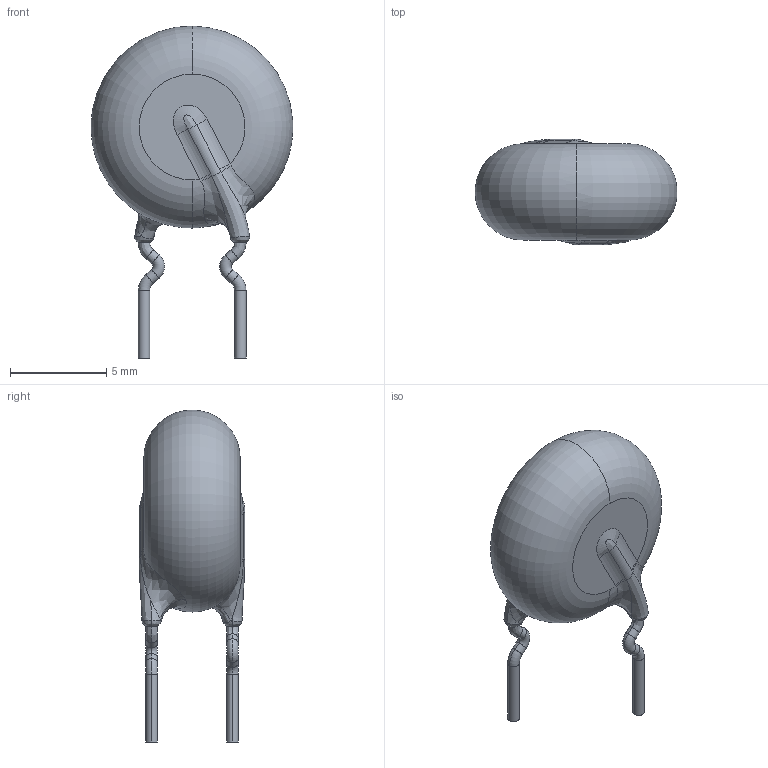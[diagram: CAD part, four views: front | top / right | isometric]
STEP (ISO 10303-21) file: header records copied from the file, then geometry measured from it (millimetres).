
FILE_DESCRIPTION (( 'STEP AP214' ), '1' );
FILE_NAME ('RES-TH_L10.5-W5.5-H15.5-P5.0-D0.6-S4.2.step', '2022-07-28T09:24:03', ( '' ), ( '' ), 'SwSTEP 2.0', 'SolidWorks 2020', '' );
FILE_SCHEMA (( 'AUTOMOTIVE_DESIGN' ));
Length unit declared in the file: millimetre
Products named in the file (1): RES-TH_L10.5-W5.5-H15.5-P5.0-D0.6-S4.2
Bounding box: 10.48 x 5.5 x 17.25 mm (x, y, z)
Volume: 366.6 mm3; surface area: 341 mm2
Topology: 14 solids, 14 shells, 291 faces, 753 edges, 490 vertices
Faces by surface type: plane 137, bspline 126, cylinder 18, torus 10
Entity records: 18201 total; most frequent: CARTESIAN_POINT 8591, ORIENTED_EDGE 1506, DIRECTION 881, EDGE_CURVE 753, VERTEX_POINT 490, VECTOR 437, LINE 437, UNCERTAINTY_MEASURE_WITH_UNIT 307
